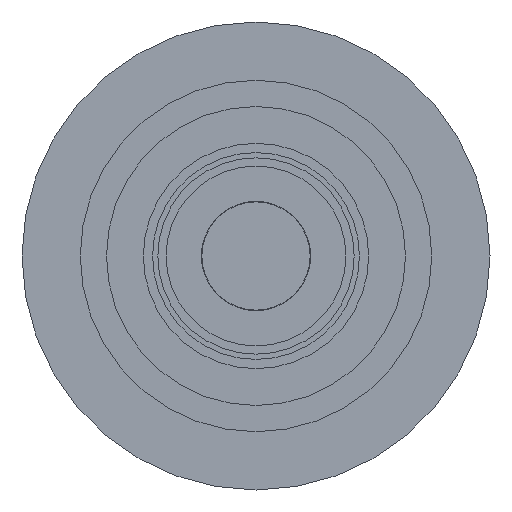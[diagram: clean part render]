
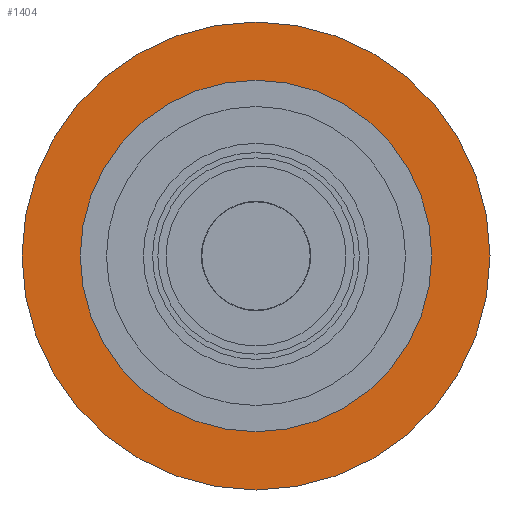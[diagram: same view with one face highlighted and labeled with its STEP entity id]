
A CAD part, front view. The second image highlights one B-rep face of the part: STEP entity #1404.
In plain terms, the highlighted planar face has unit normal (0, -1, 0).
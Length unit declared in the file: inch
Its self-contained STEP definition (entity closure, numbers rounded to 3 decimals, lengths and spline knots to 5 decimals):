
#64 = FACE_OUTER_BOUND ( 'NONE', #2511, .T. ) ;
#67 = FACE_BOUND ( 'NONE', #2462, .T. ) ;
#251 = CIRCLE ( 'NONE', #675, 0.811 ) ;
#263 = CIRCLE ( 'NONE', #683, 1.08 ) ;
#268 = CIRCLE ( 'NONE', #684, 1.08 ) ;
#282 = CIRCLE ( 'NONE', #690, 0.811 ) ;
#509 = CARTESIAN_POINT ( 'NONE',  ( 0., -0.87271, -0.811 ) ) ;
#510 = CARTESIAN_POINT ( 'NONE',  ( 0., -0.87271, 0.811 ) ) ;
#521 = CARTESIAN_POINT ( 'NONE',  ( 0., -0.87271, 1.08 ) ) ;
#522 = CARTESIAN_POINT ( 'NONE',  ( 0., -0.87271, -1.08 ) ) ;
#608 = EDGE_CURVE ( 'NONE', #2615, #2616, #282, .T. ) ;
#620 = EDGE_CURVE ( 'NONE', #2627, #2628, #268, .T. ) ;
#623 = EDGE_CURVE ( 'NONE', #2628, #2627, #263, .T. ) ;
#631 = EDGE_CURVE ( 'NONE', #2616, #2615, #251, .T. ) ;
#675 = AXIS2_PLACEMENT_3D ( 'NONE', #3117, #3116, #3115 ) ;
#683 = AXIS2_PLACEMENT_3D ( 'NONE', #3142, #3141, #3140 ) ;
#684 = AXIS2_PLACEMENT_3D ( 'NONE', #3148, #3147, #3146 ) ;
#690 = AXIS2_PLACEMENT_3D ( 'NONE', #3179, #3178, #3177 ) ;
#1404 = ADVANCED_FACE ( 'NONE', ( #67, #64 ), #2287, .T. ) ;
#1647 = AXIS2_PLACEMENT_3D ( 'NONE', #2289, #2290, #2291 ) ;
#2145 = ORIENTED_EDGE ( 'NONE', *, *, #631, .T. ) ;
#2146 = ORIENTED_EDGE ( 'NONE', *, *, #608, .T. ) ;
#2147 = ORIENTED_EDGE ( 'NONE', *, *, #620, .F. ) ;
#2148 = ORIENTED_EDGE ( 'NONE', *, *, #623, .F. ) ;
#2287 = PLANE ( 'NONE',  #1647 ) ;
#2289 = CARTESIAN_POINT ( 'NONE',  ( -1.08, -0.87271, 0. ) ) ;
#2290 = DIRECTION ( 'NONE',  ( 0., -1., 0. ) ) ;
#2291 = DIRECTION ( 'NONE',  ( 0., 0., -1. ) ) ;
#2462 = EDGE_LOOP ( 'NONE', ( #2145, #2146 ) ) ;
#2511 = EDGE_LOOP ( 'NONE', ( #2147, #2148 ) ) ;
#2615 = VERTEX_POINT ( 'NONE', #509 ) ;
#2616 = VERTEX_POINT ( 'NONE', #510 ) ;
#2627 = VERTEX_POINT ( 'NONE', #521 ) ;
#2628 = VERTEX_POINT ( 'NONE', #522 ) ;
#3115 = DIRECTION ( 'NONE',  ( 0., 0., 1. ) ) ;
#3116 = DIRECTION ( 'NONE',  ( 0., 1., 0. ) ) ;
#3117 = CARTESIAN_POINT ( 'NONE',  ( 0., -0.87271, 0. ) ) ;
#3140 = DIRECTION ( 'NONE',  ( 0., 0., 1. ) ) ;
#3141 = DIRECTION ( 'NONE',  ( 0., 1., 0. ) ) ;
#3142 = CARTESIAN_POINT ( 'NONE',  ( 0., -0.87271, 0. ) ) ;
#3146 = DIRECTION ( 'NONE',  ( 0., 0., 1. ) ) ;
#3147 = DIRECTION ( 'NONE',  ( 0., 1., 0. ) ) ;
#3148 = CARTESIAN_POINT ( 'NONE',  ( 0., -0.87271, 0. ) ) ;
#3177 = DIRECTION ( 'NONE',  ( 0., 0., 1. ) ) ;
#3178 = DIRECTION ( 'NONE',  ( 0., 1., 0. ) ) ;
#3179 = CARTESIAN_POINT ( 'NONE',  ( 0., -0.87271, 0. ) ) ;
